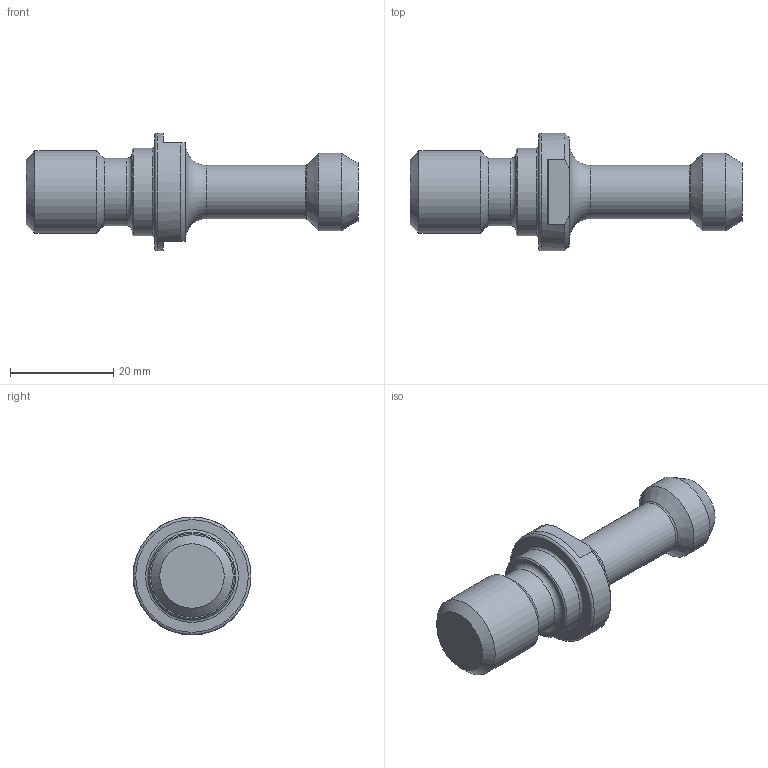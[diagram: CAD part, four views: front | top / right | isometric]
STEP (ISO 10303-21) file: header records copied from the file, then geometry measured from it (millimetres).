
FILE_DESCRIPTION(/* description */ (''),/* implementation_level */ '2;1');
FILE_NAME(/* name */ 'PS-17126.step',/* time_stamp */ '2026-01-13T16:52:56-06:00',/* author */ (''),/* organization */ (''),/* preprocessor_version */ 'ST-DEVELOPER v20.1',/* originating_system */ 'Autodesk Translation Framework v14.21.0.0',/* authorisation */ '');
FILE_SCHEMA (('AUTOMOTIVE_DESIGN { 1 0 10303 214 3 1 1 }'));
Length unit declared in the file: inch
Products named in the file (3): PS-17126; PS-17126 (1); PS-17126_1
Assembly tree (2 placements, depth 3):
  PS-17126
    PS-17126 (1)
      PS-17126_1
Bounding box: 64.41 x 22.86 x 22.86 mm (x, y, z)
Volume: 10580.2 mm3; surface area: 3634.7 mm2
Topology: 1 solids, 1 shells, 29 faces, 66 edges, 42 vertices
Faces by surface type: plane 9, cylinder 8, cone 7, torus 5
Full cylindrical faces by diameter (mm): 10.312 x1, 13.106 x1, 15.088 x1, 16 x1, 16.993 x1, 22.86 x1
Entity records: 943 total; most frequent: CARTESIAN_POINT 194, DIRECTION 163, ORIENTED_EDGE 132, AXIS2_PLACEMENT_3D 71, EDGE_CURVE 66, VERTEX_POINT 42, CIRCLE 37, EDGE_LOOP 32
